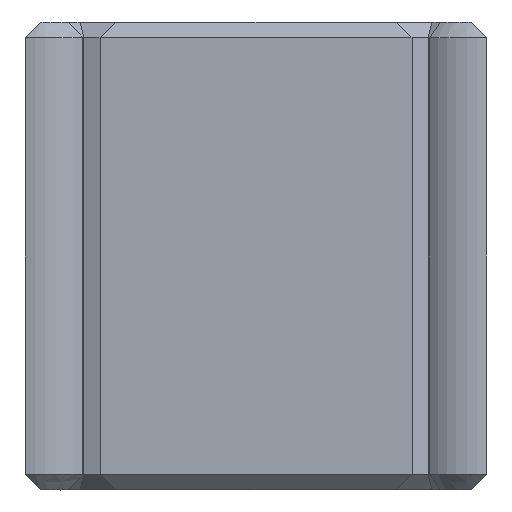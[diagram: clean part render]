
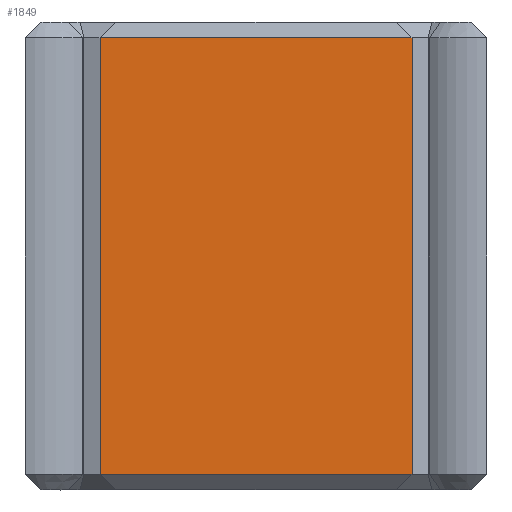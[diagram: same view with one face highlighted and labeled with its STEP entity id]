
A CAD part, left-side view. The second image highlights one B-rep face of the part: STEP entity #1849.
In plain terms, the highlighted planar face has unit normal (-1, 0, 0).
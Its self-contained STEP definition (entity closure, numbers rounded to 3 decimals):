
#714=CARTESIAN_POINT('Vertex',(-7.5,0.,7.)) ;
#788=CARTESIAN_POINT('Vertex',(-7.5,10.,7.)) ;
#808=CARTESIAN_POINT('Line Origine',(-7.5,5.,7.)) ;
#832=CARTESIAN_POINT('Line Origine',(-7.5,0.,0.)) ;
#836=CARTESIAN_POINT('Vertex',(-7.5,0.,-7.)) ;
#1791=CARTESIAN_POINT('Line Origine',(-7.5,10.,0.)) ;
#1795=CARTESIAN_POINT('Vertex',(-7.5,10.,-7.)) ;
#1833=CARTESIAN_POINT('Axis2P3D Location',(-7.5,10.,0.)) ;
#1838=CARTESIAN_POINT('Line Origine',(-7.5,5.,-7.)) ;
#809=DIRECTION('Vector Direction',(0.,-1.,0.)) ;
#833=DIRECTION('Vector Direction',(0.,0.,1.)) ;
#1792=DIRECTION('Vector Direction',(0.,0.,1.)) ;
#1834=DIRECTION('Axis2P3D Direction',(-1.,0.,0.)) ;
#1835=DIRECTION('Axis2P3D XDirection',(0.,-1.,0.)) ;
#1839=DIRECTION('Vector Direction',(0.,-1.,0.)) ;
#1836=AXIS2_PLACEMENT_3D('Plane Axis2P3D',#1833,#1834,#1835) ;
#1844=ORIENTED_EDGE('',*,*,#838,.T.) ;
#1845=ORIENTED_EDGE('',*,*,#812,.F.) ;
#1846=ORIENTED_EDGE('',*,*,#1797,.F.) ;
#1847=ORIENTED_EDGE('',*,*,#1842,.T.) ;
#810=VECTOR('Line Direction',#809,1.) ;
#834=VECTOR('Line Direction',#833,1.) ;
#1793=VECTOR('Line Direction',#1792,1.) ;
#1840=VECTOR('Line Direction',#1839,1.) ;
#1849=ADVANCED_FACE('K\X2\00F6\X0\rper.2',(#1848),#1837,.T.) ;
#812=EDGE_CURVE('',#789,#715,#811,.T.) ;
#838=EDGE_CURVE('',#837,#715,#835,.T.) ;
#1797=EDGE_CURVE('',#1796,#789,#1794,.T.) ;
#1842=EDGE_CURVE('',#1796,#837,#1841,.T.) ;
#1843=EDGE_LOOP('',(#1844,#1845,#1846,#1847)) ;
#1848=FACE_OUTER_BOUND('',#1843,.T.) ;
#811=LINE('Line',#808,#810) ;
#835=LINE('Line',#832,#834) ;
#1794=LINE('Line',#1791,#1793) ;
#1841=LINE('Line',#1838,#1840) ;
#1837=PLANE('Plane',#1836) ;
#715=VERTEX_POINT('',#714) ;
#789=VERTEX_POINT('',#788) ;
#837=VERTEX_POINT('',#836) ;
#1796=VERTEX_POINT('',#1795) ;
